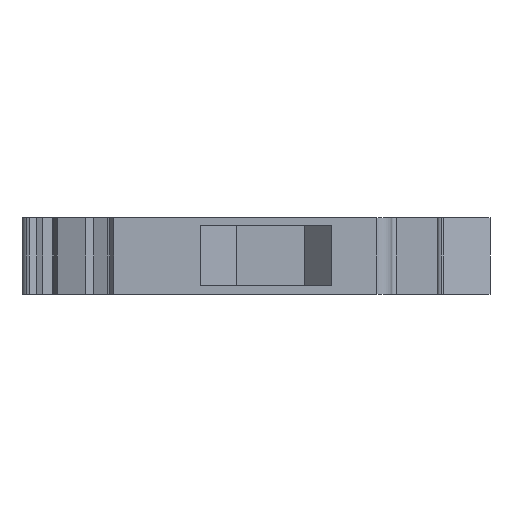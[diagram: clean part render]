
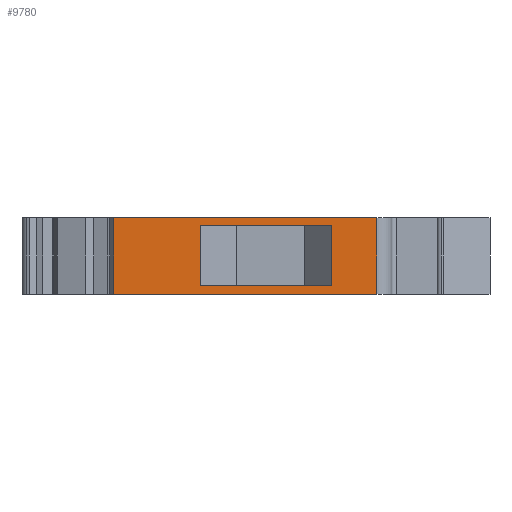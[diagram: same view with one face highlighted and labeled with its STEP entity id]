
A CAD part, left-side view. The second image highlights one B-rep face of the part: STEP entity #9780.
In plain terms, the highlighted planar face has unit normal (-1, 0, 0).
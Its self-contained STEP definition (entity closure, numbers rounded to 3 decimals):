
#6030=CARTESIAN_POINT('',(-13.5,6.5,-4.5));
#6040=VERTEX_POINT('',#6030);
#6070=CARTESIAN_POINT('',(-13.5,1.3,-4.5));
#6080=DIRECTION('',(0.,1.,0.));
#6090=VECTOR('',#6080,1.);
#6100=LINE('',#6070,#6090);
#6110=CARTESIAN_POINT('',(-13.5,15.2,-4.5));
#6120=VERTEX_POINT('',#6110);
#6130=EDGE_CURVE('',#6040,#6120,#6100,.T.);
#6290=CARTESIAN_POINT('',(-13.5,20.927,0.5));
#6300=DIRECTION('',(-0.,-0.,-1.));
#6310=VECTOR('',#6300,1.);
#6320=LINE('',#6290,#6310);
#6330=CARTESIAN_POINT('',(-13.5,20.927,0.));
#6340=VERTEX_POINT('',#6330);
#6350=CARTESIAN_POINT('',(-13.5,20.927,-5.05));
#6360=VERTEX_POINT('',#6350);
#6370=EDGE_CURVE('',#6340,#6360,#6320,.T.);
#9230=CARTESIAN_POINT('',(-13.5,20.927,0.));
#9240=DIRECTION('',(-1.,0.,0.));
#9250=DIRECTION('',(0.,1.,0.));
#9260=AXIS2_PLACEMENT_3D('',#9230,#9240,#9250);
#9270=PLANE('',#9260);
#9280=ORIENTED_EDGE('',*,*,#6370,.T.);
#9290=CARTESIAN_POINT('',(-13.5,1.3,0.));
#9300=DIRECTION('',(0.,-1.,0.));
#9310=VECTOR('',#9300,1.);
#9320=LINE('',#9290,#9310);
#9330=CARTESIAN_POINT('',(-13.5,3.5,0.));
#9340=VERTEX_POINT('',#9330);
#9350=EDGE_CURVE('',#6340,#9340,#9320,.T.);
#9360=ORIENTED_EDGE('',*,*,#9350,.F.);
#9370=CARTESIAN_POINT('',(-13.5,3.5,0.));
#9380=DIRECTION('',(0.,0.,1.));
#9390=VECTOR('',#9380,1.);
#9400=LINE('',#9370,#9390);
#9410=CARTESIAN_POINT('',(-13.5,3.5,-5.05));
#9420=VERTEX_POINT('',#9410);
#9430=EDGE_CURVE('',#9420,#9340,#9400,.T.);
#9440=ORIENTED_EDGE('',*,*,#9430,.T.);
#9450=CARTESIAN_POINT('',(-13.5,1.3,-5.05));
#9460=DIRECTION('',(0.,-1.,0.));
#9470=VECTOR('',#9460,1.);
#9480=LINE('',#9450,#9470);
#9490=EDGE_CURVE('',#6360,#9420,#9480,.T.);
#9500=ORIENTED_EDGE('',*,*,#9490,.T.);
#9510=EDGE_LOOP('',(#9500,#9440,#9360,#9280));
#9520=FACE_OUTER_BOUND('',#9510,.T.);
#9530=CARTESIAN_POINT('',(-13.5,6.5,0.5));
#9540=DIRECTION('',(0.,0.,1.));
#9550=VECTOR('',#9540,1.);
#9560=LINE('',#9530,#9550);
#9570=CARTESIAN_POINT('',(-13.5,6.5,-0.5));
#9580=VERTEX_POINT('',#9570);
#9590=EDGE_CURVE('',#6040,#9580,#9560,.T.);
#9600=ORIENTED_EDGE('',*,*,#9590,.F.);
#9610=CARTESIAN_POINT('',(-13.5,1.3,-0.5));
#9620=DIRECTION('',(0.,1.,0.));
#9630=VECTOR('',#9620,1.);
#9640=LINE('',#9610,#9630);
#9650=CARTESIAN_POINT('',(-13.5,15.2,-0.5));
#9660=VERTEX_POINT('',#9650);
#9670=EDGE_CURVE('',#9580,#9660,#9640,.T.);
#9680=ORIENTED_EDGE('',*,*,#9670,.F.);
#9690=CARTESIAN_POINT('',(-13.5,15.2,0.5));
#9700=DIRECTION('',(0.,0.,-1.));
#9710=VECTOR('',#9700,1.);
#9720=LINE('',#9690,#9710);
#9730=EDGE_CURVE('',#9660,#6120,#9720,.T.);
#9740=ORIENTED_EDGE('',*,*,#9730,.F.);
#9750=ORIENTED_EDGE('',*,*,#6130,.T.);
#9760=EDGE_LOOP('',(#9750,#9740,#9680,#9600));
#9770=FACE_BOUND('',#9760,.T.);
#9780=ADVANCED_FACE('',(#9520,#9770),#9270,.T.);
